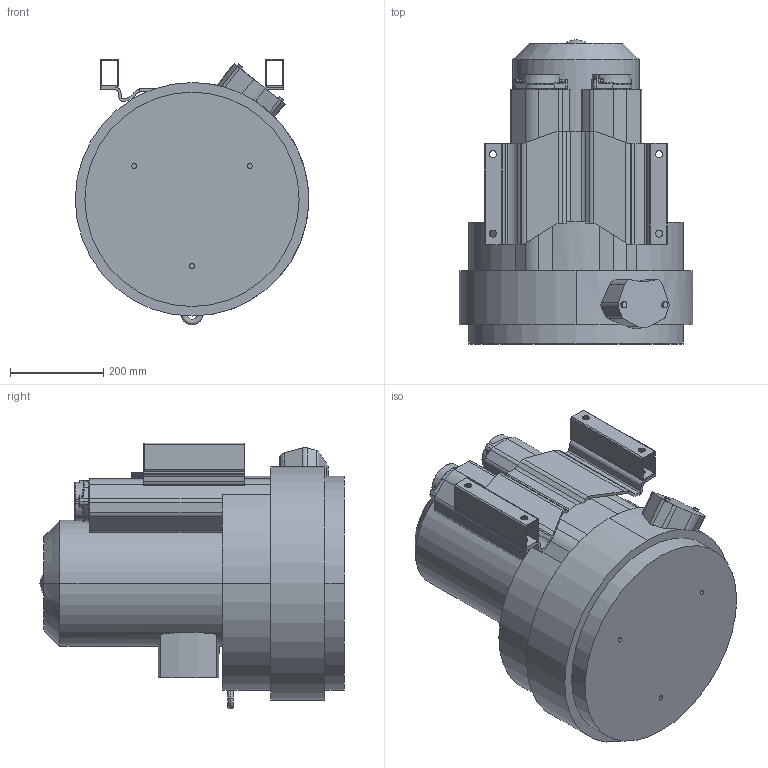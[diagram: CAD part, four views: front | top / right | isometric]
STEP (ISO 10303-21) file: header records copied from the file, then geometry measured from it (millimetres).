
FILE_DESCRIPTION (( 'STEP AP203' ), '1' );
FILE_NAME ('2RB840-1GQ27.STEP', '2025-04-30T01:36:39', ( '' ), ( '' ), 'SwSTEP 2.0', 'SolidWorks 2021', '' );
FILE_SCHEMA (( 'CONFIG_CONTROL_DESIGN' ));
Length unit declared in the file: millimetre
Products named in the file (1): 2RB840-1GQ27
Bounding box: 500 x 651.5 x 569.31 mm (x, y, z)
Volume: 77308598.1 mm3; surface area: 1774407.5 mm2
Topology: 1 solids, 7 shells, 608 faces, 1506 edges, 937 vertices
Faces by surface type: cylinder 214, plane 154, bspline 132, cone 62, torus 44, sphere 2
Entity records: 34448 total; most frequent: CARTESIAN_POINT 20987, ORIENTED_EDGE 3012, DIRECTION 2534, EDGE_CURVE 1506, AXIS2_PLACEMENT_3D 1002, VERTEX_POINT 937, EDGE_LOOP 655, ADVANCED_FACE 608
